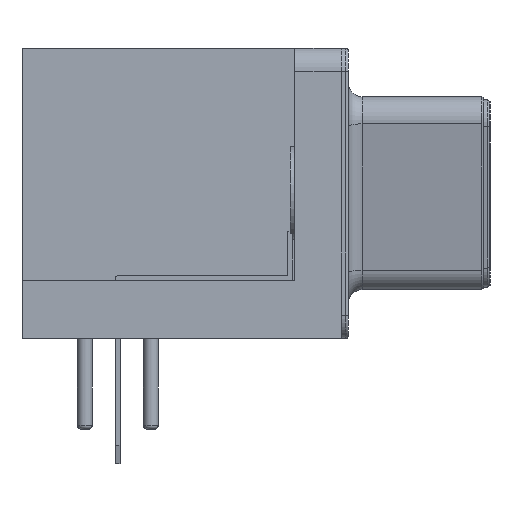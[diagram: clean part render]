
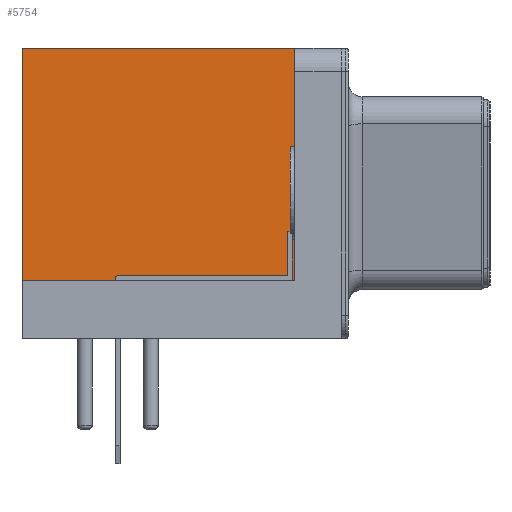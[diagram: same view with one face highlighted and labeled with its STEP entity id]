
A CAD part, left-side view. The second image highlights one B-rep face of the part: STEP entity #5754.
In plain terms, the highlighted planar face has unit normal (-1, 0, 0).
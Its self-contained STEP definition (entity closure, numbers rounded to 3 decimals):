
#4904 = VERTEX_POINT('',#4905);
#4905 = CARTESIAN_POINT('',(-54.13,2.7,12.5));
#4911 = EDGE_CURVE('',#4912,#4904,#4914,.T.);
#4912 = VERTEX_POINT('',#4913);
#4913 = CARTESIAN_POINT('',(-54.13,-9.04,12.5));
#4914 = LINE('',#4915,#4916);
#4915 = CARTESIAN_POINT('',(-54.13,-10.04,12.5));
#4916 = VECTOR('',#4917,1.);
#4917 = DIRECTION('',(0.,1.,0.));
#5724 = VERTEX_POINT('',#5725);
#5725 = CARTESIAN_POINT('',(-54.13,-9.04,2.5));
#5731 = EDGE_CURVE('',#5724,#4912,#5732,.T.);
#5732 = LINE('',#5733,#5734);
#5733 = CARTESIAN_POINT('',(-54.13,-9.04,2.5));
#5734 = VECTOR('',#5735,1.);
#5735 = DIRECTION('',(0.,0.,1.));
#5754 = ADVANCED_FACE('',(#5755),#5773,.F.);
#5755 = FACE_BOUND('',#5756,.F.);
#5756 = EDGE_LOOP('',(#5757,#5758,#5766,#5772));
#5757 = ORIENTED_EDGE('',*,*,#5731,.F.);
#5758 = ORIENTED_EDGE('',*,*,#5759,.T.);
#5759 = EDGE_CURVE('',#5724,#5760,#5762,.T.);
#5760 = VERTEX_POINT('',#5761);
#5761 = CARTESIAN_POINT('',(-54.13,2.7,2.5));
#5762 = LINE('',#5763,#5764);
#5763 = CARTESIAN_POINT('',(-54.13,-9.04,2.5));
#5764 = VECTOR('',#5765,1.);
#5765 = DIRECTION('',(-0.,1.,0.));
#5766 = ORIENTED_EDGE('',*,*,#5767,.T.);
#5767 = EDGE_CURVE('',#5760,#4904,#5768,.T.);
#5768 = LINE('',#5769,#5770);
#5769 = CARTESIAN_POINT('',(-54.13,2.7,4.375));
#5770 = VECTOR('',#5771,1.);
#5771 = DIRECTION('',(0.,0.,1.));
#5772 = ORIENTED_EDGE('',*,*,#4911,.F.);
#5773 = PLANE('',#5774);
#5774 = AXIS2_PLACEMENT_3D('',#5775,#5776,#5777);
#5775 = CARTESIAN_POINT('',(-54.13,-9.04,2.5));
#5776 = DIRECTION('',(1.,0.,0.));
#5777 = DIRECTION('',(0.,0.,1.));
